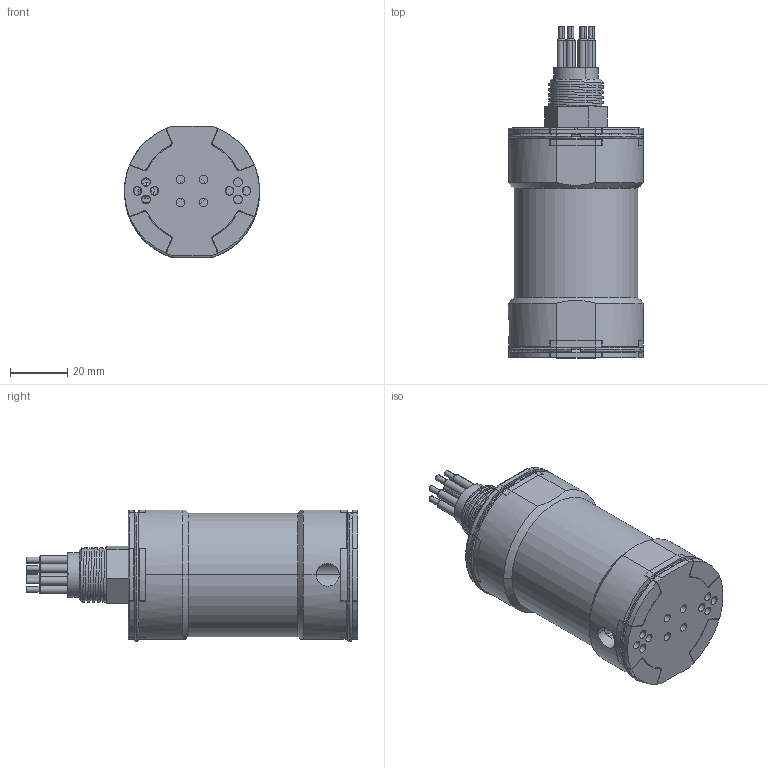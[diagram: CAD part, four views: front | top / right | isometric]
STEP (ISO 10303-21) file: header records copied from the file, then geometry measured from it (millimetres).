
FILE_DESCRIPTION (( 'STEP AP214' ), '1' );
FILE_NAME ('ISD4000.STEP', '2016-05-28T14:42:30', ( '' ), ( '' ), 'SwSTEP 2.0', 'SolidWorks 2016', '' );
FILE_SCHEMA (( 'AUTOMOTIVE_DESIGN' ));
Length unit declared in the file: millimetre
Products named in the file (1): ISD4000
Bounding box: 47.04 x 115.5 x 45.81 mm (x, y, z)
Surface area: 23776.6 mm2 (no closed solid volume)
Topology: 0 solids, 10 shells, 454 faces, 1510 edges, 1048 vertices
Faces by surface type: cylinder 189, plane 142, torus 52, cone 40, bspline 31
Entity records: 24311 total; most frequent: CARTESIAN_POINT 6446, DIRECTION 2694, ORIENTED_EDGE 2559, EDGE_CURVE 1510, VERTEX_POINT 1048, AXIS2_PLACEMENT_3D 1013, VECTOR 668, LINE 668
